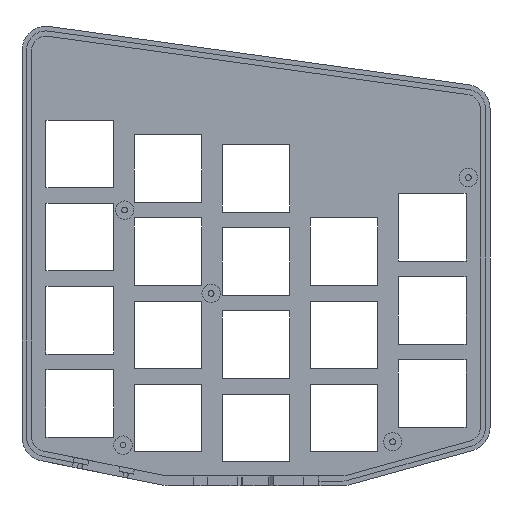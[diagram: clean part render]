
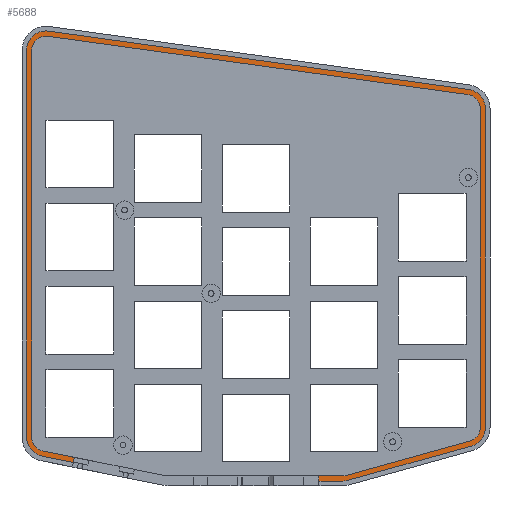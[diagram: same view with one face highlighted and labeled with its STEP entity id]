
A CAD part, front view. The second image highlights one B-rep face of the part: STEP entity #5688.
In plain terms, the highlighted planar face has unit normal (0, -1, 0).
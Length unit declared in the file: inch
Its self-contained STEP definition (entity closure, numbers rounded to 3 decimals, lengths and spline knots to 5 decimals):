
#187=CIRCLE('',#6038,0.15551);
#188=CIRCLE('',#6041,0.15551);
#189=CIRCLE('',#6044,0.15551);
#190=CIRCLE('',#6047,0.15551);
#191=CIRCLE('',#6050,0.15551);
#192=CIRCLE('',#6053,0.11417);
#193=CIRCLE('',#6054,0.11417);
#194=CIRCLE('',#6055,0.11417);
#195=CIRCLE('',#6056,0.11417);
#196=CIRCLE('',#6057,0.11417);
#278=FACE_OUTER_BOUND('',#596,.T.);
#596=EDGE_LOOP('',(#3838,#3839,#3840,#3841,#3842,#3843,#3844,#3845,#3846,
#3847,#3848,#3849,#3850,#3851,#3852,#3853,#3854,#3855,#3856,#3857,#3858,
#3859,#3860,#3861));
#1002=LINE('',#8116,#1696);
#1015=LINE('',#8158,#1709);
#1022=LINE('',#8170,#1716);
#1026=LINE('',#8179,#1720);
#1029=LINE('',#8187,#1723);
#1032=LINE('',#8195,#1726);
#1035=LINE('',#8203,#1729);
#1037=LINE('',#8209,#1731);
#1038=LINE('',#8212,#1732);
#1039=LINE('',#8214,#1733);
#1040=LINE('',#8218,#1734);
#1041=LINE('',#8222,#1735);
#1042=LINE('',#8226,#1736);
#1043=LINE('',#8230,#1737);
#1696=VECTOR('',#6605,0.3937);
#1709=VECTOR('',#6636,0.3937);
#1716=VECTOR('',#6645,0.3937);
#1720=VECTOR('',#6655,0.3937);
#1723=VECTOR('',#6664,0.3937);
#1726=VECTOR('',#6673,0.3937);
#1729=VECTOR('',#6682,0.3937);
#1731=VECTOR('',#6690,0.3937);
#1732=VECTOR('',#6693,0.3937);
#1733=VECTOR('',#6694,0.3937);
#1734=VECTOR('',#6697,0.3937);
#1735=VECTOR('',#6700,0.3937);
#1736=VECTOR('',#6703,0.3937);
#1737=VECTOR('',#6706,0.3937);
#2394=VERTEX_POINT('',#8109);
#2397=VERTEX_POINT('',#8114);
#2416=VERTEX_POINT('',#8155);
#2417=VERTEX_POINT('',#8157);
#2421=VERTEX_POINT('',#8168);
#2422=VERTEX_POINT('',#8173);
#2423=VERTEX_POINT('',#8177);
#2424=VERTEX_POINT('',#8181);
#2425=VERTEX_POINT('',#8185);
#2426=VERTEX_POINT('',#8189);
#2427=VERTEX_POINT('',#8193);
#2428=VERTEX_POINT('',#8197);
#2429=VERTEX_POINT('',#8201);
#2430=VERTEX_POINT('',#8205);
#2431=VERTEX_POINT('',#8211);
#2432=VERTEX_POINT('',#8213);
#2433=VERTEX_POINT('',#8215);
#2434=VERTEX_POINT('',#8217);
#2435=VERTEX_POINT('',#8219);
#2436=VERTEX_POINT('',#8221);
#2437=VERTEX_POINT('',#8223);
#2438=VERTEX_POINT('',#8225);
#2439=VERTEX_POINT('',#8227);
#2440=VERTEX_POINT('',#8229);
#2932=EDGE_CURVE('',#2394,#2397,#1002,.T.);
#2952=EDGE_CURVE('',#2416,#2417,#1015,.T.);
#2959=EDGE_CURVE('',#2397,#2421,#1022,.T.);
#2962=EDGE_CURVE('',#2421,#2422,#187,.T.);
#2964=EDGE_CURVE('',#2422,#2423,#1026,.T.);
#2966=EDGE_CURVE('',#2423,#2424,#188,.T.);
#2968=EDGE_CURVE('',#2424,#2425,#1029,.T.);
#2970=EDGE_CURVE('',#2425,#2426,#189,.T.);
#2972=EDGE_CURVE('',#2426,#2427,#1032,.T.);
#2974=EDGE_CURVE('',#2427,#2428,#190,.T.);
#2976=EDGE_CURVE('',#2428,#2429,#1035,.T.);
#2978=EDGE_CURVE('',#2429,#2430,#191,.T.);
#2979=EDGE_CURVE('',#2430,#2417,#1037,.T.);
#2980=EDGE_CURVE('',#2431,#2394,#1038,.T.);
#2981=EDGE_CURVE('',#2416,#2432,#1039,.T.);
#2982=EDGE_CURVE('',#2432,#2433,#192,.T.);
#2983=EDGE_CURVE('',#2433,#2434,#1040,.T.);
#2984=EDGE_CURVE('',#2434,#2435,#193,.T.);
#2985=EDGE_CURVE('',#2435,#2436,#1041,.T.);
#2986=EDGE_CURVE('',#2436,#2437,#194,.T.);
#2987=EDGE_CURVE('',#2437,#2438,#1042,.T.);
#2988=EDGE_CURVE('',#2438,#2439,#195,.T.);
#2989=EDGE_CURVE('',#2439,#2440,#1043,.T.);
#2990=EDGE_CURVE('',#2440,#2431,#196,.T.);
#3838=ORIENTED_EDGE('',*,*,#2980,.T.);
#3839=ORIENTED_EDGE('',*,*,#2932,.T.);
#3840=ORIENTED_EDGE('',*,*,#2959,.T.);
#3841=ORIENTED_EDGE('',*,*,#2962,.T.);
#3842=ORIENTED_EDGE('',*,*,#2964,.T.);
#3843=ORIENTED_EDGE('',*,*,#2966,.T.);
#3844=ORIENTED_EDGE('',*,*,#2968,.T.);
#3845=ORIENTED_EDGE('',*,*,#2970,.T.);
#3846=ORIENTED_EDGE('',*,*,#2972,.T.);
#3847=ORIENTED_EDGE('',*,*,#2974,.T.);
#3848=ORIENTED_EDGE('',*,*,#2976,.T.);
#3849=ORIENTED_EDGE('',*,*,#2978,.T.);
#3850=ORIENTED_EDGE('',*,*,#2979,.T.);
#3851=ORIENTED_EDGE('',*,*,#2952,.F.);
#3852=ORIENTED_EDGE('',*,*,#2981,.T.);
#3853=ORIENTED_EDGE('',*,*,#2982,.T.);
#3854=ORIENTED_EDGE('',*,*,#2983,.T.);
#3855=ORIENTED_EDGE('',*,*,#2984,.T.);
#3856=ORIENTED_EDGE('',*,*,#2985,.T.);
#3857=ORIENTED_EDGE('',*,*,#2986,.T.);
#3858=ORIENTED_EDGE('',*,*,#2987,.T.);
#3859=ORIENTED_EDGE('',*,*,#2988,.T.);
#3860=ORIENTED_EDGE('',*,*,#2989,.T.);
#3861=ORIENTED_EDGE('',*,*,#2990,.T.);
#5111=PLANE('',#6052);
#5688=ADVANCED_FACE('',(#278),#5111,.T.);
#6038=AXIS2_PLACEMENT_3D('',#8175,#6650,#6651);
#6041=AXIS2_PLACEMENT_3D('',#8183,#6659,#6660);
#6044=AXIS2_PLACEMENT_3D('',#8191,#6668,#6669);
#6047=AXIS2_PLACEMENT_3D('',#8199,#6677,#6678);
#6050=AXIS2_PLACEMENT_3D('',#8207,#6686,#6687);
#6052=AXIS2_PLACEMENT_3D('',#8210,#6691,#6692);
#6053=AXIS2_PLACEMENT_3D('',#8216,#6695,#6696);
#6054=AXIS2_PLACEMENT_3D('',#8220,#6698,#6699);
#6055=AXIS2_PLACEMENT_3D('',#8224,#6701,#6702);
#6056=AXIS2_PLACEMENT_3D('',#8228,#6704,#6705);
#6057=AXIS2_PLACEMENT_3D('',#8231,#6707,#6708);
#6605=DIRECTION('',(0.,0.,-1.));
#6636=DIRECTION('',(-0.196,0.,-0.981));
#6645=DIRECTION('',(1.,0.,0.));
#6650=DIRECTION('center_axis',(0.,-1.,0.));
#6651=DIRECTION('ref_axis',(0.,0.,-1.));
#6655=DIRECTION('',(0.964,0.,0.268));
#6659=DIRECTION('center_axis',(0.,-1.,0.));
#6660=DIRECTION('ref_axis',(0.268,0.,-0.964));
#6664=DIRECTION('',(0.,0.,1.));
#6668=DIRECTION('center_axis',(0.,-1.,0.));
#6669=DIRECTION('ref_axis',(1.,0.,0.));
#6673=DIRECTION('',(-0.99,0.,0.138));
#6677=DIRECTION('center_axis',(0.,-1.,0.));
#6678=DIRECTION('ref_axis',(0.138,0.,0.99));
#6682=DIRECTION('',(0.,0.,-1.));
#6686=DIRECTION('center_axis',(0.,-1.,0.));
#6687=DIRECTION('ref_axis',(-1.,0.,0.));
#6690=DIRECTION('',(0.981,0.,-0.196));
#6691=DIRECTION('center_axis',(0.,-1.,0.));
#6692=DIRECTION('ref_axis',(0.,0.,-1.));
#6693=DIRECTION('',(-1.,0.,0.));
#6694=DIRECTION('',(-0.981,0.,0.196));
#6695=DIRECTION('center_axis',(0.,1.,0.));
#6696=DIRECTION('ref_axis',(-0.196,0.,-0.981));
#6697=DIRECTION('',(0.,0.,1.));
#6698=DIRECTION('center_axis',(0.,1.,0.));
#6699=DIRECTION('ref_axis',(-1.,0.,0.));
#6700=DIRECTION('',(0.99,0.,-0.138));
#6701=DIRECTION('center_axis',(0.,1.,0.));
#6702=DIRECTION('ref_axis',(0.138,0.,0.99));
#6703=DIRECTION('',(0.,0.,-1.));
#6704=DIRECTION('center_axis',(0.,1.,0.));
#6705=DIRECTION('ref_axis',(1.,0.,0.));
#6706=DIRECTION('',(-0.964,0.,-0.268));
#6707=DIRECTION('center_axis',(0.,1.,0.));
#6708=DIRECTION('ref_axis',(0.268,0.,-0.964));
#8109=CARTESIAN_POINT('',(4.87187,-0.1122,-0.30229));
#8114=CARTESIAN_POINT('',(4.87187,-0.1122,-0.34363));
#8116=CARTESIAN_POINT('',(4.87187,-0.1122,-0.28725));
#8155=CARTESIAN_POINT('',(2.90537,-0.1122,-0.15341));
#8157=CARTESIAN_POINT('',(2.89727,-0.1122,-0.19395));
#8158=CARTESIAN_POINT('',(2.90832,-0.1122,-0.13866));
#8168=CARTESIAN_POINT('',(5.06248,-0.1122,-0.34363));
#8170=CARTESIAN_POINT('',(4.87187,-0.1122,-0.34363));
#8173=CARTESIAN_POINT('',(5.10411,-0.1122,-0.33796));
#8175=CARTESIAN_POINT('Origin',(5.06248,-0.1122,-0.18812));
#8177=CARTESIAN_POINT('',(6.09623,-0.1122,-0.06237));
#8179=CARTESIAN_POINT('',(5.10411,-0.1122,-0.33796));
#8181=CARTESIAN_POINT('',(6.21012,-0.1122,0.08747));
#8183=CARTESIAN_POINT('Origin',(6.05461,-0.1122,0.08747));
#8185=CARTESIAN_POINT('',(6.21012,-0.1122,2.65179));
#8187=CARTESIAN_POINT('',(6.21012,-0.1122,0.08747));
#8189=CARTESIAN_POINT('',(6.076,-0.1122,2.80582));
#8191=CARTESIAN_POINT('Origin',(6.05461,-0.1122,2.65179));
#8193=CARTESIAN_POINT('',(2.69805,-0.1122,3.27498));
#8195=CARTESIAN_POINT('',(6.076,-0.1122,2.80582));
#8197=CARTESIAN_POINT('',(2.52115,-0.1122,3.12095));
#8199=CARTESIAN_POINT('Origin',(2.67666,-0.1122,3.12095));
#8201=CARTESIAN_POINT('',(2.52115,-0.1122,0.00873));
#8203=CARTESIAN_POINT('',(2.52115,-0.1122,3.12095));
#8205=CARTESIAN_POINT('',(2.64618,-0.1122,-0.14377));
#8207=CARTESIAN_POINT('Origin',(2.67666,-0.1122,0.00873));
#8209=CARTESIAN_POINT('',(2.64618,-0.1122,-0.14377));
#8210=CARTESIAN_POINT('Origin',(4.87187,-0.1122,-0.28725));
#8211=CARTESIAN_POINT('',(5.06248,-0.1122,-0.30229));
#8212=CARTESIAN_POINT('',(4.26673,-0.1122,-0.30229));
#8213=CARTESIAN_POINT('',(2.65428,-0.1122,-0.10323));
#8214=CARTESIAN_POINT('',(3.73817,-0.1122,-0.31986));
#8215=CARTESIAN_POINT('',(2.56248,-0.1122,0.00873));
#8216=CARTESIAN_POINT('Origin',(2.67666,-0.1122,0.00873));
#8217=CARTESIAN_POINT('',(2.56248,-0.1122,3.12095));
#8218=CARTESIAN_POINT('',(2.56248,-0.1122,1.41685));
#8219=CARTESIAN_POINT('',(2.69236,-0.1122,3.23404));
#8220=CARTESIAN_POINT('Origin',(2.67666,-0.1122,3.12095));
#8221=CARTESIAN_POINT('',(6.07032,-0.1122,2.76488));
#8222=CARTESIAN_POINT('',(5.69038,-0.1122,2.81764));
#8223=CARTESIAN_POINT('',(6.16878,-0.1122,2.65179));
#8224=CARTESIAN_POINT('Origin',(6.05461,-0.1122,2.65179));
#8225=CARTESIAN_POINT('',(6.16878,-0.1122,0.08747));
#8226=CARTESIAN_POINT('',(6.16878,-0.1122,-0.09989));
#8227=CARTESIAN_POINT('',(6.08517,-0.1122,-0.02254));
#8228=CARTESIAN_POINT('Origin',(6.05461,-0.1122,0.08747));
#8229=CARTESIAN_POINT('',(5.09304,-0.1122,-0.29813));
#8230=CARTESIAN_POINT('',(4.99178,-0.1122,-0.32626));
#8231=CARTESIAN_POINT('Origin',(5.06248,-0.1122,-0.18812));
